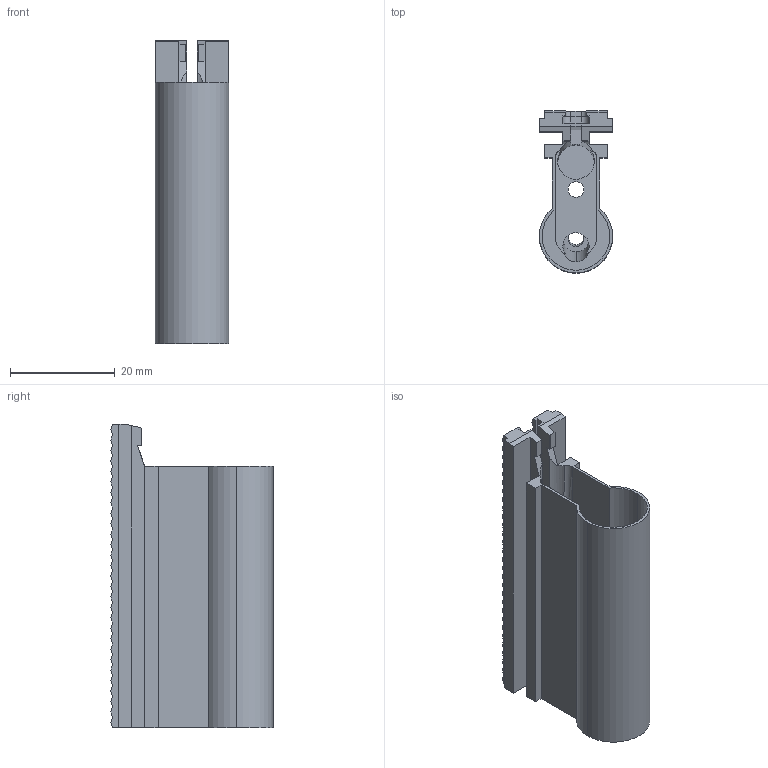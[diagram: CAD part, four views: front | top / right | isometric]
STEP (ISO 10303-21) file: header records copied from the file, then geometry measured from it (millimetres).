
FILE_DESCRIPTION (( 'STEP AP214' ), '1' );
FILE_NAME ('brn3CuBe-A659.STEP', '2020-05-20T03:33:35', ( '' ), ( '' ), 'SwSTEP 2.0', 'SolidWorks 2016', '' );
FILE_SCHEMA (( 'AUTOMOTIVE_DESIGN' ));
Length unit declared in the file: millimetre
Products named in the file (1): brn3CuBe-A659
Bounding box: 14 x 31 x 58 mm (x, y, z)
Volume: 9138 mm3; surface area: 9494.2 mm2
Topology: 1 solids, 1 shells, 239 faces, 704 edges, 469 vertices
Faces by surface type: plane 195, cylinder 40, bspline 4
Entity records: 9324 total; most frequent: CARTESIAN_POINT 3015, ORIENTED_EDGE 1408, DIRECTION 1164, EDGE_CURVE 704, LINE 594, VECTOR 594, VERTEX_POINT 469, AXIS2_PLACEMENT_3D 285
